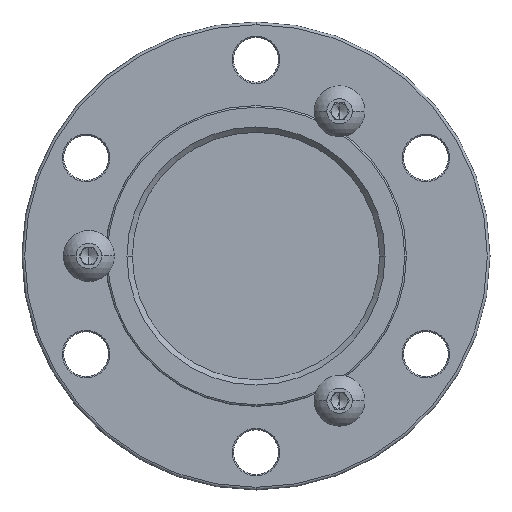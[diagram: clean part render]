
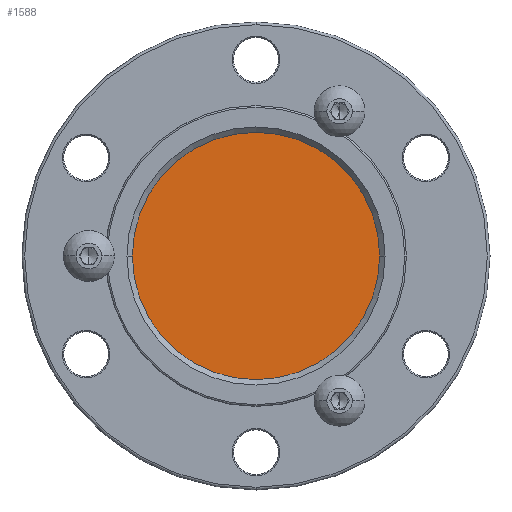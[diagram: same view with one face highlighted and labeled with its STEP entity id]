
A CAD part, front view. The second image highlights one B-rep face of the part: STEP entity #1588.
In plain terms, the highlighted face is planar.
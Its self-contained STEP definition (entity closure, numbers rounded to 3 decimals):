
#71 = FACE_OUTER_BOUND ( 'NONE', #1625, .T. ) ;
#72 = CARTESIAN_POINT ( 'NONE',  ( 0., 0., 5. ) ) ;
#394 = CIRCLE ( 'NONE', #2529, 19.8 ) ;
#735 = CARTESIAN_POINT ( 'NONE',  ( -19.8, 0., 5. ) ) ;
#850 = DIRECTION ( 'NONE',  ( 1., 0., 0. ) ) ;
#1277 = EDGE_CURVE ( 'NONE', #3757, #2638, #2805, .T. ) ;
#1469 = DIRECTION ( 'NONE',  ( 1., 0., 0. ) ) ;
#1588 = ADVANCED_FACE ( 'NONE', ( #71 ), #2370, .T. ) ;
#1625 = EDGE_LOOP ( 'NONE', ( #2870, #1684 ) ) ;
#1684 = ORIENTED_EDGE ( 'NONE', *, *, #2639, .T. ) ;
#2370 = PLANE ( 'NONE',  #2627 ) ;
#2397 = CARTESIAN_POINT ( 'NONE',  ( 0., 0., 5. ) ) ;
#2529 = AXIS2_PLACEMENT_3D ( 'NONE', #72, #2544, #3192 ) ;
#2544 = DIRECTION ( 'NONE',  ( 0., 0., 1. ) ) ;
#2627 = AXIS2_PLACEMENT_3D ( 'NONE', #2397, #3355, #1469 ) ;
#2638 = VERTEX_POINT ( 'NONE', #735 ) ;
#2639 = EDGE_CURVE ( 'NONE', #2638, #3757, #394, .T. ) ;
#2672 = CARTESIAN_POINT ( 'NONE',  ( 19.8, 0., 5. ) ) ;
#2805 = CIRCLE ( 'NONE', #3096, 19.8 ) ;
#2870 = ORIENTED_EDGE ( 'NONE', *, *, #1277, .T. ) ;
#3096 = AXIS2_PLACEMENT_3D ( 'NONE', #3387, #3403, #850 ) ;
#3192 = DIRECTION ( 'NONE',  ( 1., 0., 0. ) ) ;
#3355 = DIRECTION ( 'NONE',  ( 0., 0., 1. ) ) ;
#3387 = CARTESIAN_POINT ( 'NONE',  ( 0., 0., 5. ) ) ;
#3403 = DIRECTION ( 'NONE',  ( 0., 0., 1. ) ) ;
#3757 = VERTEX_POINT ( 'NONE', #2672 ) ;
